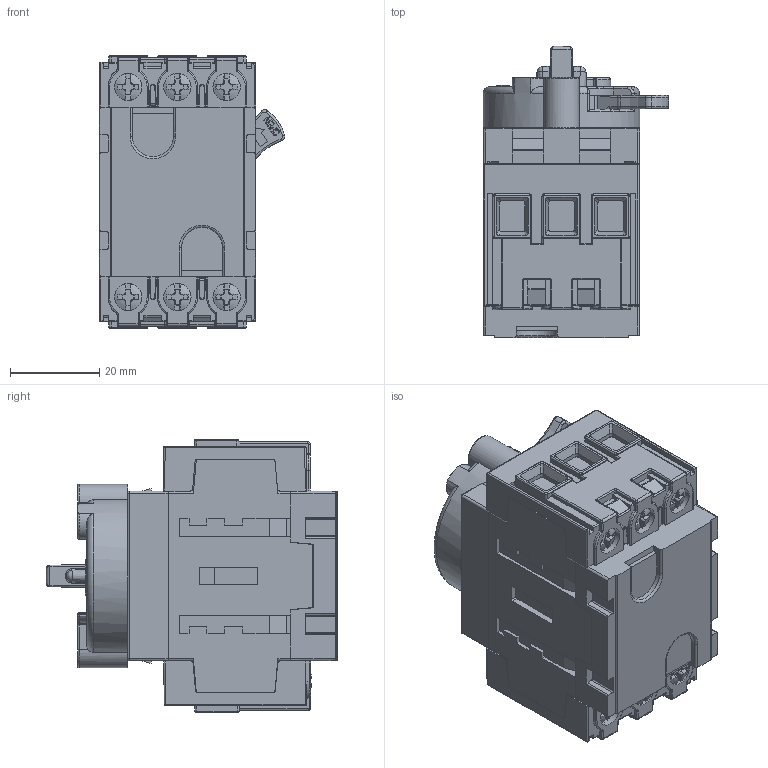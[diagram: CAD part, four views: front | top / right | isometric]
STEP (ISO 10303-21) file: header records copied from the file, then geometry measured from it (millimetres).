
FILE_DESCRIPTION((''),'2;1');
FILE_NAME('DS323G_P_SW0001','2015-06-19T',('mangiapr'),(''),'PRO/ENGINEER BY PARAMETRIC TECHNOLOGY CORPORATION, 2011080','PRO/ENGINEER BY PARAMETRIC TECHNOLOGY CORPORATION, 2011080','');
FILE_SCHEMA(('CONFIG_CONTROL_DESIGN'));
Products named in the file (1): DS323G_P_SW0001
Bounding box: 41.51 x 65.1 x 61 mm (x, y, z)
Volume: 81911.9 mm3; surface area: 39703.6 mm2
Topology: 2 solids, 2 shells, 2862 faces, 7866 edges, 5018 vertices
Faces by surface type: plane 1823, cylinder 622, bspline 157, torus 127, cone 83, sphere 46, extrusion 4
Entity records: 100965 total; most frequent: CARTESIAN_POINT 29402, ORIENTED_EDGE 15728, DIRECTION 13865, EDGE_CURVE 7864, VECTOR 5545, LINE 5541, VERTEX_POINT 5018, AXIS2_PLACEMENT_3D 4160
